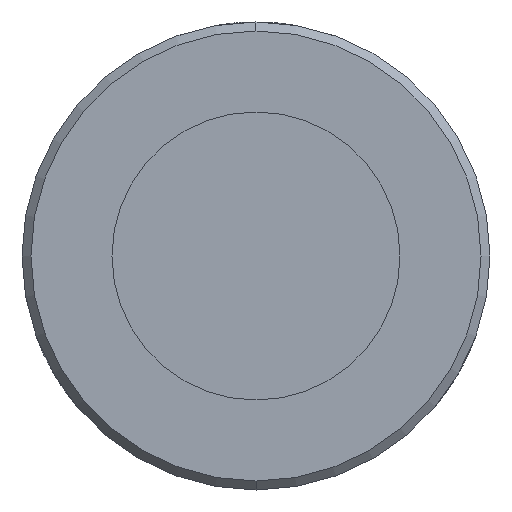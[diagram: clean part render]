
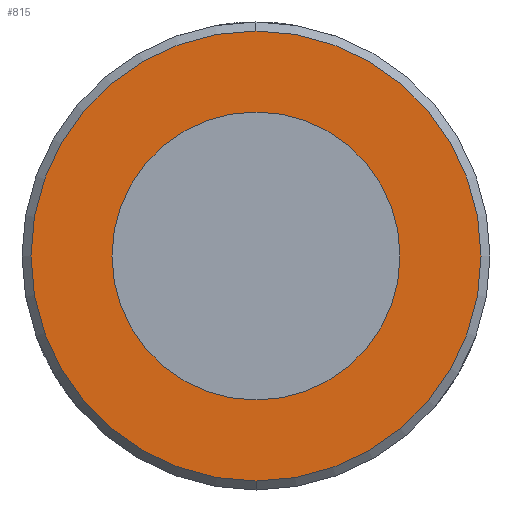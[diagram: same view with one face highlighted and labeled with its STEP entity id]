
A CAD part, left-side view. The second image highlights one B-rep face of the part: STEP entity #815.
In plain terms, the highlighted planar face has unit normal (-1, 0, 0).
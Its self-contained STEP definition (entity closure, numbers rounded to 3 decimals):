
#53 = VERTEX_POINT ( 'NONE', #263 ) ;
#78 = DIRECTION ( 'NONE',  ( -1., 0., 0. ) ) ;
#117 = EDGE_LOOP ( 'NONE', ( #357, #423 ) ) ;
#183 = CARTESIAN_POINT ( 'NONE',  ( -10.5, -12.65, 12.65 ) ) ;
#199 = DIRECTION ( 'NONE',  ( 0., 0., 1. ) ) ;
#212 = DIRECTION ( 'NONE',  ( -1., 0., 0. ) ) ;
#214 = AXIS2_PLACEMENT_3D ( 'NONE', #404, #212, #636 ) ;
#219 = CIRCLE ( 'NONE', #433, 8. ) ;
#229 = DIRECTION ( 'NONE',  ( -1., 0., 0. ) ) ;
#263 = CARTESIAN_POINT ( 'NONE',  ( -10.5, 0., -12.5 ) ) ;
#273 = CARTESIAN_POINT ( 'NONE',  ( -10.5, 0., 0. ) ) ;
#283 = CARTESIAN_POINT ( 'NONE',  ( -10.5, 0., 12.5 ) ) ;
#328 = VERTEX_POINT ( 'NONE', #283 ) ;
#331 = FACE_OUTER_BOUND ( 'NONE', #363, .T. ) ;
#357 = ORIENTED_EDGE ( 'NONE', *, *, #893, .F. ) ;
#358 = AXIS2_PLACEMENT_3D ( 'NONE', #273, #420, #430 ) ;
#363 = EDGE_LOOP ( 'NONE', ( #925, #656 ) ) ;
#404 = CARTESIAN_POINT ( 'NONE',  ( -10.5, 0., 0. ) ) ;
#420 = DIRECTION ( 'NONE',  ( -1., 0., 0. ) ) ;
#423 = ORIENTED_EDGE ( 'NONE', *, *, #503, .F. ) ;
#424 = EDGE_CURVE ( 'NONE', #53, #328, #590, .T. ) ;
#430 = DIRECTION ( 'NONE',  ( 0., 0., -1. ) ) ;
#432 = VERTEX_POINT ( 'NONE', #609 ) ;
#433 = AXIS2_PLACEMENT_3D ( 'NONE', #506, #78, #199 ) ;
#503 = EDGE_CURVE ( 'NONE', #432, #540, #842, .T. ) ;
#506 = CARTESIAN_POINT ( 'NONE',  ( -10.5, 0., 0. ) ) ;
#540 = VERTEX_POINT ( 'NONE', #747 ) ;
#549 = PLANE ( 'NONE',  #915 ) ;
#590 = CIRCLE ( 'NONE', #743, 12.5 ) ;
#609 = CARTESIAN_POINT ( 'NONE',  ( -10.5, 0., -8. ) ) ;
#613 = CARTESIAN_POINT ( 'NONE',  ( -10.5, 0., 0. ) ) ;
#624 = DIRECTION ( 'NONE',  ( 1., 0., 0. ) ) ;
#636 = DIRECTION ( 'NONE',  ( 0., 0., 1. ) ) ;
#656 = ORIENTED_EDGE ( 'NONE', *, *, #881, .T. ) ;
#665 = FACE_BOUND ( 'NONE', #117, .T. ) ;
#743 = AXIS2_PLACEMENT_3D ( 'NONE', #613, #229, #825 ) ;
#747 = CARTESIAN_POINT ( 'NONE',  ( -10.5, 0., 8. ) ) ;
#803 = CIRCLE ( 'NONE', #358, 12.5 ) ;
#815 = ADVANCED_FACE ( 'NONE', ( #665, #331 ), #549, .F. ) ;
#825 = DIRECTION ( 'NONE',  ( 0., 0., -1. ) ) ;
#842 = CIRCLE ( 'NONE', #214, 8. ) ;
#881 = EDGE_CURVE ( 'NONE', #328, #53, #803, .T. ) ;
#893 = EDGE_CURVE ( 'NONE', #540, #432, #219, .T. ) ;
#912 = DIRECTION ( 'NONE',  ( 0., 0., -1. ) ) ;
#915 = AXIS2_PLACEMENT_3D ( 'NONE', #183, #624, #912 ) ;
#925 = ORIENTED_EDGE ( 'NONE', *, *, #424, .T. ) ;
